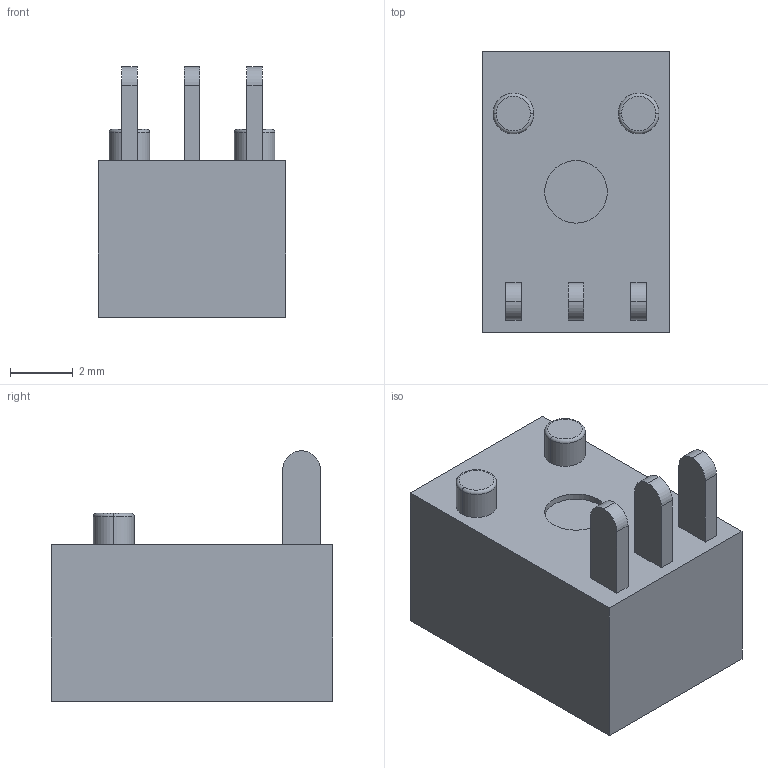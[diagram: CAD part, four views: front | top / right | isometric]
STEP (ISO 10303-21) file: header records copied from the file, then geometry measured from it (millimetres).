
FILE_DESCRIPTION (( 'STEP AP214' ), '1' );
FILE_NAME ('DC0030.STEP', '2016-04-09T12:56:29', ( '' ), ( '' ), 'SwSTEP 2.0', 'SolidWorks 2015', '' );
FILE_SCHEMA (( 'AUTOMOTIVE_DESIGN' ));
Length unit declared in the file: millimetre
Products named in the file (1): DC0030
Bounding box: 6 x 9 x 8 mm (x, y, z)
Volume: 205.5 mm3; surface area: 404.8 mm2
Topology: 1 solids, 1 shells, 44 faces, 101 edges, 65 vertices
Faces by surface type: plane 22, cylinder 16, torus 4, sphere 2
Entity records: 1532 total; most frequent: DIRECTION 229, CARTESIAN_POINT 205, ORIENTED_EDGE 194, EDGE_CURVE 97, AXIS2_PLACEMENT_3D 87, VERTEX_POINT 63, VECTOR 55, LINE 55
